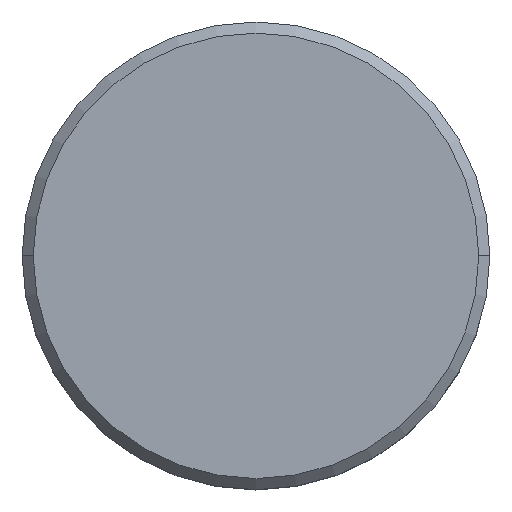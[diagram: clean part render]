
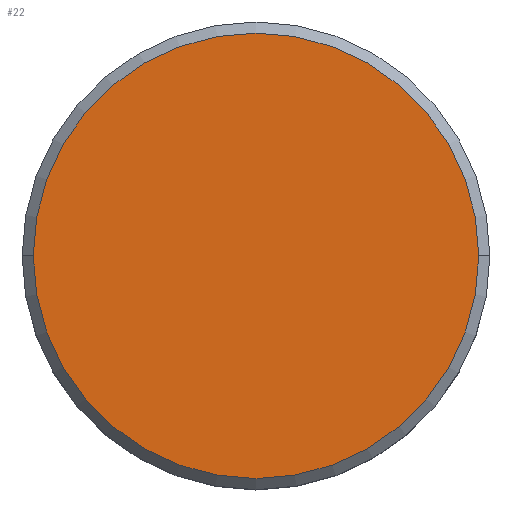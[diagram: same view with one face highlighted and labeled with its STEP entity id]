
A CAD part, top view. The second image highlights one B-rep face of the part: STEP entity #22.
In plain terms, the highlighted planar face has unit normal (0, 0, 1).
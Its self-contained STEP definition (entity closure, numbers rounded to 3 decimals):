
#22 = ADVANCED_FACE ( 'NONE', ( #365 ), #503, .T. ) ;
#24 = VERTEX_POINT ( 'NONE', #506 ) ;
#32 = DIRECTION ( 'NONE',  ( 0., 0., 1. ) ) ;
#42 = DIRECTION ( 'NONE',  ( 0., 0., 1. ) ) ;
#67 = CIRCLE ( 'NONE', #314, 10. ) ;
#99 = CIRCLE ( 'NONE', #273, 10. ) ;
#102 = VERTEX_POINT ( 'NONE', #281 ) ;
#133 = CARTESIAN_POINT ( 'NONE',  ( 0., 0., 0. ) ) ;
#148 = EDGE_CURVE ( 'NONE', #24, #102, #67, .T. ) ;
#212 = ORIENTED_EDGE ( 'NONE', *, *, #148, .T. ) ;
#273 = AXIS2_PLACEMENT_3D ( 'NONE', #500, #32, #549 ) ;
#281 = CARTESIAN_POINT ( 'NONE',  ( 10., 0., 0. ) ) ;
#294 = DIRECTION ( 'NONE',  ( 1., 0., 0. ) ) ;
#314 = AXIS2_PLACEMENT_3D ( 'NONE', #341, #428, #294 ) ;
#341 = CARTESIAN_POINT ( 'NONE',  ( 0., 0., 0. ) ) ;
#365 = FACE_OUTER_BOUND ( 'NONE', #485, .T. ) ;
#386 = ORIENTED_EDGE ( 'NONE', *, *, #527, .T. ) ;
#428 = DIRECTION ( 'NONE',  ( 0., 0., 1. ) ) ;
#485 = EDGE_LOOP ( 'NONE', ( #212, #386 ) ) ;
#500 = CARTESIAN_POINT ( 'NONE',  ( 0., 0., 0. ) ) ;
#503 = PLANE ( 'NONE',  #584 ) ;
#506 = CARTESIAN_POINT ( 'NONE',  ( -10., 0., 0. ) ) ;
#527 = EDGE_CURVE ( 'NONE', #102, #24, #99, .T. ) ;
#549 = DIRECTION ( 'NONE',  ( 1., 0., 0. ) ) ;
#584 = AXIS2_PLACEMENT_3D ( 'NONE', #133, #42, #597 ) ;
#597 = DIRECTION ( 'NONE',  ( 1., 0., 0. ) ) ;
